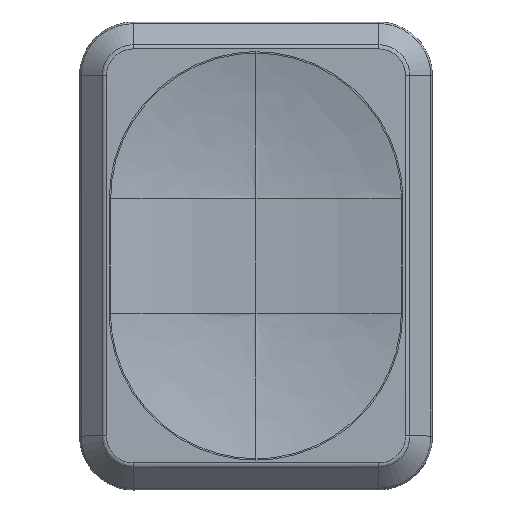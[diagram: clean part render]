
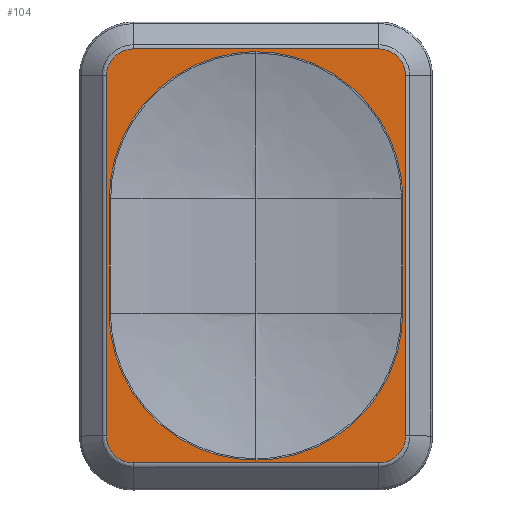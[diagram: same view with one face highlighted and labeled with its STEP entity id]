
A CAD part, top view. The second image highlights one B-rep face of the part: STEP entity #104.
In plain terms, the highlighted planar face has unit normal (0, 0, 1).
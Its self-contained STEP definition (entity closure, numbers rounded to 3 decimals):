
#16=FACE_BOUND('',#296,.T.);
#104=ADVANCED_FACE('',(#199,#16),#1365,.T.);
#199=FACE_OUTER_BOUND('',#295,.T.);
#295=EDGE_LOOP('',(#659,#660,#661,#662,#663,#664,#665,#666));
#296=EDGE_LOOP('',(#667,#668,#669,#670,#671,#672));
#659=ORIENTED_EDGE('',*,*,#911,.T.);
#660=ORIENTED_EDGE('',*,*,#915,.T.);
#661=ORIENTED_EDGE('',*,*,#912,.T.);
#662=ORIENTED_EDGE('',*,*,#916,.T.);
#663=ORIENTED_EDGE('',*,*,#913,.T.);
#664=ORIENTED_EDGE('',*,*,#917,.T.);
#665=ORIENTED_EDGE('',*,*,#886,.T.);
#666=ORIENTED_EDGE('',*,*,#914,.T.);
#667=ORIENTED_EDGE('',*,*,#919,.F.);
#668=ORIENTED_EDGE('',*,*,#894,.T.);
#669=ORIENTED_EDGE('',*,*,#897,.T.);
#670=ORIENTED_EDGE('',*,*,#918,.T.);
#671=ORIENTED_EDGE('',*,*,#903,.T.);
#672=ORIENTED_EDGE('',*,*,#907,.T.);
#886=EDGE_CURVE('',#1238,#1239,#1131,.T.);
#894=EDGE_CURVE('',#1260,#1261,#1014,.T.);
#897=EDGE_CURVE('',#1261,#1262,#1017,.T.);
#903=EDGE_CURVE('',#1267,#1268,#1023,.T.);
#907=EDGE_CURVE('',#1268,#1269,#1027,.T.);
#911=EDGE_CURVE('',#1236,#1237,#1028,.T.);
#912=EDGE_CURVE('',#1234,#1235,#1135,.T.);
#913=EDGE_CURVE('',#1232,#1233,#1029,.T.);
#914=EDGE_CURVE('',#1239,#1236,#1030,.T.);
#915=EDGE_CURVE('',#1237,#1234,#1031,.T.);
#916=EDGE_CURVE('',#1235,#1232,#1032,.T.);
#917=EDGE_CURVE('',#1233,#1238,#1033,.T.);
#918=EDGE_CURVE('',#1262,#1267,#1136,.T.);
#919=EDGE_CURVE('',#1260,#1269,#1137,.T.);
#1014=(
BOUNDED_CURVE()
B_SPLINE_CURVE(2,(#2509,#2510,#2511),.UNSPECIFIED.,.F.,.F.)
B_SPLINE_CURVE_WITH_KNOTS((3,3),(0.,11.747),.UNSPECIFIED.)
CURVE()
GEOMETRIC_REPRESENTATION_ITEM()
RATIONAL_B_SPLINE_CURVE((1.,0.707,1.))
REPRESENTATION_ITEM('')
);
#1017=(
BOUNDED_CURVE()
B_SPLINE_CURVE(2,(#2518,#2519,#2520),.UNSPECIFIED.,.F.,.F.)
B_SPLINE_CURVE_WITH_KNOTS((3,3),(0.,11.747),.UNSPECIFIED.)
CURVE()
GEOMETRIC_REPRESENTATION_ITEM()
RATIONAL_B_SPLINE_CURVE((1.,0.707,1.))
REPRESENTATION_ITEM('')
);
#1023=(
BOUNDED_CURVE()
B_SPLINE_CURVE(2,(#2536,#2537,#2538),.UNSPECIFIED.,.F.,.F.)
B_SPLINE_CURVE_WITH_KNOTS((3,3),(0.,11.747),.UNSPECIFIED.)
CURVE()
GEOMETRIC_REPRESENTATION_ITEM()
RATIONAL_B_SPLINE_CURVE((1.,0.707,1.))
REPRESENTATION_ITEM('')
);
#1027=(
BOUNDED_CURVE()
B_SPLINE_CURVE(2,(#2548,#2549,#2550),.UNSPECIFIED.,.F.,.F.)
B_SPLINE_CURVE_WITH_KNOTS((3,3),(0.,11.747),.UNSPECIFIED.)
CURVE()
GEOMETRIC_REPRESENTATION_ITEM()
RATIONAL_B_SPLINE_CURVE((1.,0.707,1.))
REPRESENTATION_ITEM('')
);
#1028=(
BOUNDED_CURVE()
B_SPLINE_CURVE(1,(#2557,#2558),.UNSPECIFIED.,.F.,.F.)
B_SPLINE_CURVE_WITH_KNOTS((2,2),(0.,12.5),
 .UNSPECIFIED.)
CURVE()
GEOMETRIC_REPRESENTATION_ITEM()
RATIONAL_B_SPLINE_CURVE((1.,1.))
REPRESENTATION_ITEM('')
);
#1029=(
BOUNDED_CURVE()
B_SPLINE_CURVE(1,(#2561,#2562),.UNSPECIFIED.,.F.,.F.)
B_SPLINE_CURVE_WITH_KNOTS((2,2),(0.,12.5),
 .UNSPECIFIED.)
CURVE()
GEOMETRIC_REPRESENTATION_ITEM()
RATIONAL_B_SPLINE_CURVE((1.,1.))
REPRESENTATION_ITEM('')
);
#1030=(
BOUNDED_CURVE()
B_SPLINE_CURVE(2,(#2563,#2564,#2565),.UNSPECIFIED.,.F.,.F.)
B_SPLINE_CURVE_WITH_KNOTS((3,3),(0.,2.161),
 .UNSPECIFIED.)
CURVE()
GEOMETRIC_REPRESENTATION_ITEM()
RATIONAL_B_SPLINE_CURVE((1.,0.707,1.))
REPRESENTATION_ITEM('')
);
#1031=(
BOUNDED_CURVE()
B_SPLINE_CURVE(2,(#2566,#2567,#2568),.UNSPECIFIED.,.F.,.F.)
B_SPLINE_CURVE_WITH_KNOTS((3,3),(0.,2.161),
 .UNSPECIFIED.)
CURVE()
GEOMETRIC_REPRESENTATION_ITEM()
RATIONAL_B_SPLINE_CURVE((1.,0.707,1.))
REPRESENTATION_ITEM('')
);
#1032=(
BOUNDED_CURVE()
B_SPLINE_CURVE(2,(#2569,#2570,#2571),.UNSPECIFIED.,.F.,.F.)
B_SPLINE_CURVE_WITH_KNOTS((3,3),(0.,2.161),
 .UNSPECIFIED.)
CURVE()
GEOMETRIC_REPRESENTATION_ITEM()
RATIONAL_B_SPLINE_CURVE((1.,0.707,1.))
REPRESENTATION_ITEM('')
);
#1033=(
BOUNDED_CURVE()
B_SPLINE_CURVE(2,(#2572,#2573,#2574),.UNSPECIFIED.,.F.,.F.)
B_SPLINE_CURVE_WITH_KNOTS((3,3),(0.,2.161),
 .UNSPECIFIED.)
CURVE()
GEOMETRIC_REPRESENTATION_ITEM()
RATIONAL_B_SPLINE_CURVE((1.,0.707,1.))
REPRESENTATION_ITEM('')
);
#1131=B_SPLINE_CURVE_WITH_KNOTS('',1,(#2486,#2487),.UNSPECIFIED.,.F.,.F.,
(2,2),(0.,12.5),.UNSPECIFIED.);
#1135=B_SPLINE_CURVE_WITH_KNOTS('',1,(#2559,#2560),.UNSPECIFIED.,.F.,.F.,
(2,2),(0.,12.5),.UNSPECIFIED.);
#1136=B_SPLINE_CURVE_WITH_KNOTS('',1,(#2575,#2576),.UNSPECIFIED.,.F.,.F.,
(2,2),(0.,1.),.UNSPECIFIED.);
#1137=B_SPLINE_CURVE_WITH_KNOTS('',1,(#2577,#2578),.UNSPECIFIED.,.F.,.F.,
(2,2),(0.,1.),.UNSPECIFIED.);
#1232=VERTEX_POINT('',#1988);
#1233=VERTEX_POINT('',#1989);
#1234=VERTEX_POINT('',#1990);
#1235=VERTEX_POINT('',#1991);
#1236=VERTEX_POINT('',#1992);
#1237=VERTEX_POINT('',#1993);
#1238=VERTEX_POINT('',#1994);
#1239=VERTEX_POINT('',#1995);
#1260=VERTEX_POINT('',#2016);
#1261=VERTEX_POINT('',#2017);
#1262=VERTEX_POINT('',#2018);
#1267=VERTEX_POINT('',#2023);
#1268=VERTEX_POINT('',#2024);
#1269=VERTEX_POINT('',#2025);
#1365=PLANE('',#1432);
#1432=AXIS2_PLACEMENT_3D('',#1859,#1482,$);
#1482=DIRECTION('',(0.,0.,1.));
#1859=CARTESIAN_POINT('',(-47.331,-16.415,9.304));
#1988=CARTESIAN_POINT('',(-34.612,2.94,9.304));
#1989=CARTESIAN_POINT('',(-46.07,2.94,9.304));
#1990=CARTESIAN_POINT('',(-33.351,-15.154,9.304));
#1991=CARTESIAN_POINT('',(-33.351,1.679,9.304));
#1992=CARTESIAN_POINT('',(-46.07,-16.415,9.304));
#1993=CARTESIAN_POINT('',(-34.612,-16.415,9.304));
#1994=CARTESIAN_POINT('',(-47.331,1.679,9.304));
#1995=CARTESIAN_POINT('',(-47.331,-15.154,9.304));
#2016=CARTESIAN_POINT('',(-47.197,-4.05,9.304));
#2017=CARTESIAN_POINT('',(-40.341,2.806,9.304));
#2018=CARTESIAN_POINT('',(-33.486,-4.05,9.304));
#2023=CARTESIAN_POINT('',(-33.486,-9.425,9.304));
#2024=CARTESIAN_POINT('',(-40.341,-16.28,9.304));
#2025=CARTESIAN_POINT('',(-47.197,-9.425,9.304));
#2486=CARTESIAN_POINT('',(-47.331,1.679,9.304));
#2487=CARTESIAN_POINT('',(-47.331,-15.154,9.304));
#2509=CARTESIAN_POINT('',(-47.197,-4.05,9.304));
#2510=CARTESIAN_POINT('',(-47.197,2.806,9.304));
#2511=CARTESIAN_POINT('',(-40.341,2.806,9.304));
#2518=CARTESIAN_POINT('',(-40.341,2.806,9.304));
#2519=CARTESIAN_POINT('',(-33.486,2.806,9.304));
#2520=CARTESIAN_POINT('',(-33.486,-4.05,9.304));
#2536=CARTESIAN_POINT('',(-33.486,-9.425,9.304));
#2537=CARTESIAN_POINT('',(-33.486,-16.28,9.304));
#2538=CARTESIAN_POINT('',(-40.341,-16.28,9.304));
#2548=CARTESIAN_POINT('',(-40.341,-16.28,9.304));
#2549=CARTESIAN_POINT('',(-47.197,-16.28,9.304));
#2550=CARTESIAN_POINT('',(-47.197,-9.425,9.304));
#2557=CARTESIAN_POINT('',(-46.07,-16.415,9.304));
#2558=CARTESIAN_POINT('',(-34.612,-16.415,9.304));
#2559=CARTESIAN_POINT('',(-33.351,-15.154,9.304));
#2560=CARTESIAN_POINT('',(-33.351,1.679,9.304));
#2561=CARTESIAN_POINT('',(-34.612,2.94,9.304));
#2562=CARTESIAN_POINT('',(-46.07,2.94,9.304));
#2563=CARTESIAN_POINT('',(-47.331,-15.154,9.304));
#2564=CARTESIAN_POINT('',(-47.331,-16.415,9.304));
#2565=CARTESIAN_POINT('',(-46.07,-16.415,9.304));
#2566=CARTESIAN_POINT('',(-34.612,-16.415,9.304));
#2567=CARTESIAN_POINT('',(-33.351,-16.415,9.304));
#2568=CARTESIAN_POINT('',(-33.351,-15.154,9.304));
#2569=CARTESIAN_POINT('',(-33.351,1.679,9.304));
#2570=CARTESIAN_POINT('',(-33.351,2.94,9.304));
#2571=CARTESIAN_POINT('',(-34.612,2.94,9.304));
#2572=CARTESIAN_POINT('',(-46.07,2.94,9.304));
#2573=CARTESIAN_POINT('',(-47.331,2.94,9.304));
#2574=CARTESIAN_POINT('',(-47.331,1.679,9.304));
#2575=CARTESIAN_POINT('',(-33.486,-4.05,9.304));
#2576=CARTESIAN_POINT('',(-33.486,-9.425,9.304));
#2577=CARTESIAN_POINT('',(-47.197,-4.05,9.304));
#2578=CARTESIAN_POINT('',(-47.197,-9.425,9.304));
